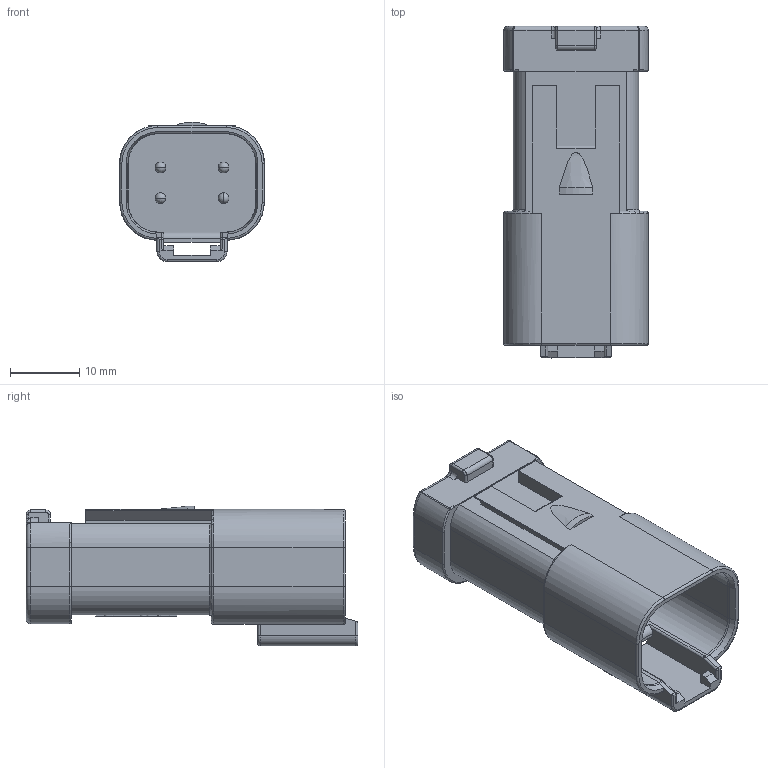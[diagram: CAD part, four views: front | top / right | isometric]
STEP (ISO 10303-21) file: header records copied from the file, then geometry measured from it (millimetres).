
FILE_DESCRIPTION((''),'2;1');
FILE_NAME('PRT0005','2018-05-07T',('Administrator'),(''),'PRO/ENGINEER BY PARAMETRIC TECHNOLOGY CORPORATION, 2016360','PRO/ENGINEER BY PARAMETRIC TECHNOLOGY CORPORATION, 2016360','');
FILE_SCHEMA(('CONFIG_CONTROL_DESIGN'));
Length unit declared in the file: millimetre
Products named in the file (1): PRT0005
Bounding box: 20.85 x 47.8 x 20.13 mm (x, y, z)
Volume: 8580.8 mm3; surface area: 5297.2 mm2
Topology: 1 solids, 1 shells, 808 faces, 2182 edges, 1417 vertices
Faces by surface type: plane 491, extrusion 181, cylinder 79, torus 34, sphere 12, bspline 6, cone 5
Entity records: 26111 total; most frequent: CARTESIAN_POINT 6483, ORIENTED_EDGE 4340, DIRECTION 3395, EDGE_CURVE 2170, VECTOR 1751, LINE 1570, VERTEX_POINT 1417, EDGE_LOOP 863
